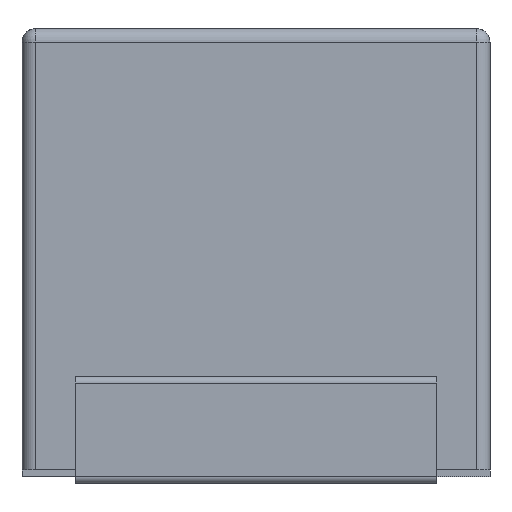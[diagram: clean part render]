
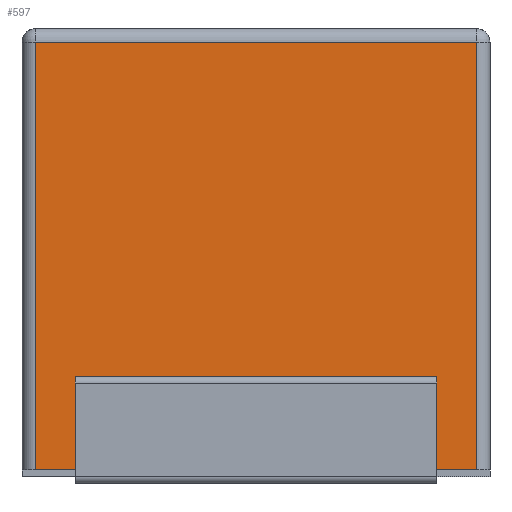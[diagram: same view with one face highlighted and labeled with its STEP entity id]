
A CAD part, left-side view. The second image highlights one B-rep face of the part: STEP entity #597.
In plain terms, the highlighted planar face has unit normal (-1, 0, 0).
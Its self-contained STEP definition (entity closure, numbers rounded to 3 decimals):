
#311=CARTESIAN_POINT('',(-2.25,-1.65,3.3));
#312=VERTEX_POINT('',#311);
#346=CARTESIAN_POINT('',(-2.25,1.65,3.3));
#347=VERTEX_POINT('',#346);
#372=CARTESIAN_POINT('',(-2.25,1.65,0.1));
#373=VERTEX_POINT('',#372);
#381=CARTESIAN_POINT('',(-2.25,1.65,0.1));
#382=DIRECTION('',(0.0,0.0,1.0));
#383=VECTOR('',#382,3.2);
#384=LINE('',#381,#383);
#385=EDGE_CURVE('',#373,#347,#384,.T.);
#403=CARTESIAN_POINT('',(-2.25,1.65,3.3));
#404=DIRECTION('',(0.0,-1.0,0.0));
#405=VECTOR('',#404,3.3);
#406=LINE('',#403,#405);
#407=EDGE_CURVE('',#347,#312,#406,.T.);
#446=CARTESIAN_POINT('',(-2.25,-1.65,0.1));
#447=VERTEX_POINT('',#446);
#464=CARTESIAN_POINT('',(-2.25,-1.65,3.3));
#465=DIRECTION('',(0.0,0.0,-1.0));
#466=VECTOR('',#465,3.2);
#467=LINE('',#464,#466);
#468=EDGE_CURVE('',#312,#447,#467,.T.);
#581=CARTESIAN_POINT('',(-2.25,-1.75,0.1));
#582=DIRECTION('',(-1.0,0.0,0.0));
#583=DIRECTION('',(0.0,0.0,1.0));
#584=AXIS2_PLACEMENT_3D('',#581,#582,#583);
#585=PLANE('',#584);
#586=ORIENTED_EDGE('',*,*,#468,.F.);
#587=ORIENTED_EDGE('',*,*,#407,.F.);
#588=ORIENTED_EDGE('',*,*,#385,.F.);
#589=CARTESIAN_POINT('',(-2.25,-1.65,0.1));
#590=DIRECTION('',(0.0,1.0,0.0));
#591=VECTOR('',#590,3.3);
#592=LINE('',#589,#591);
#593=EDGE_CURVE('',#447,#373,#592,.T.);
#594=ORIENTED_EDGE('',*,*,#593,.F.);
#595=EDGE_LOOP('',(#586,#587,#588,#594));
#596=FACE_OUTER_BOUND('',#595,.T.);
#597=ADVANCED_FACE('',(#596),#585,.T.);
